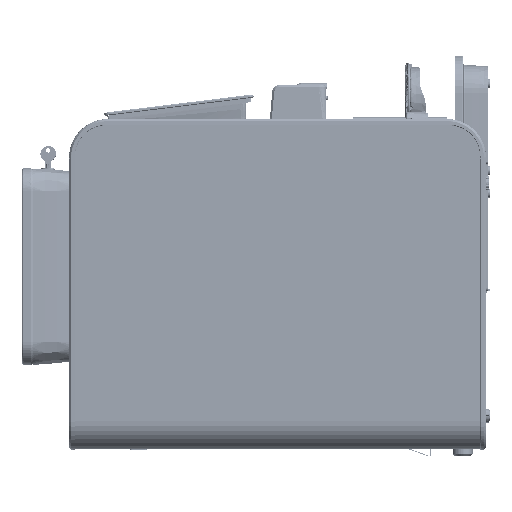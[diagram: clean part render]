
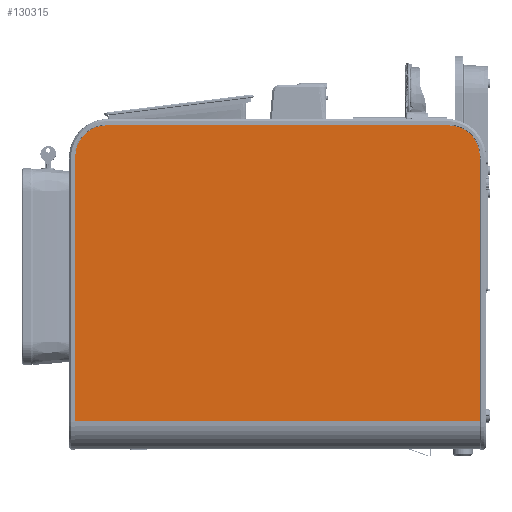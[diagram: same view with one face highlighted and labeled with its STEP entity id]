
A CAD part, left-side view. The second image highlights one B-rep face of the part: STEP entity #130315.
In plain terms, the highlighted planar face has unit normal (-1, 0, 0).
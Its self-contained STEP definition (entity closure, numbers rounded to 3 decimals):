
#16878=CIRCLE('',#138195,40.);
#16882=CIRCLE('',#138204,40.);
#24202=FACE_OUTER_BOUND('',#30240,.T.);
#30240=EDGE_LOOP('',(#103569,#103570,#103571,#103572,#103573,#103574));
#38709=LINE('',#214520,#48738);
#38718=LINE('',#214545,#48747);
#38725=LINE('',#214565,#48754);
#38728=LINE('',#214569,#48757);
#48738=VECTOR('',#156754,10.);
#48747=VECTOR('',#156779,10.);
#48754=VECTOR('',#156800,10.);
#48757=VECTOR('',#156805,10.);
#59987=VERTEX_POINT('',#214517);
#59988=VERTEX_POINT('',#214519);
#59991=VERTEX_POINT('',#214529);
#59992=VERTEX_POINT('',#214530);
#59999=VERTEX_POINT('',#214556);
#60000=VERTEX_POINT('',#214557);
#77806=EDGE_CURVE('',#59987,#59988,#38709,.T.);
#77811=EDGE_CURVE('',#59991,#59992,#16878,.T.);
#77819=EDGE_CURVE('',#59988,#59991,#38718,.T.);
#77825=EDGE_CURVE('',#59999,#60000,#16882,.T.);
#77829=EDGE_CURVE('',#60000,#59987,#38725,.T.);
#77832=EDGE_CURVE('',#59992,#59999,#38728,.T.);
#103569=ORIENTED_EDGE('',*,*,#77825,.F.);
#103570=ORIENTED_EDGE('',*,*,#77832,.F.);
#103571=ORIENTED_EDGE('',*,*,#77811,.F.);
#103572=ORIENTED_EDGE('',*,*,#77819,.F.);
#103573=ORIENTED_EDGE('',*,*,#77806,.F.);
#103574=ORIENTED_EDGE('',*,*,#77829,.F.);
#127207=PLANE('',#138215);
#130315=ADVANCED_FACE('',(#24202),#127207,.F.);
#138195=AXIS2_PLACEMENT_3D('',#214531,#156764,#156765);
#138204=AXIS2_PLACEMENT_3D('',#214558,#156792,#156793);
#138215=AXIS2_PLACEMENT_3D('',#214587,#156824,#156825);
#156754=DIRECTION('',(0.,1.,0.));
#156764=DIRECTION('center_axis',(1.,0.,0.));
#156765=DIRECTION('ref_axis',(0.,0.707,0.707));
#156779=DIRECTION('',(0.,0.,1.));
#156792=DIRECTION('center_axis',(1.,0.,0.));
#156793=DIRECTION('ref_axis',(0.,-0.707,0.707));
#156800=DIRECTION('',(0.,0.,-1.));
#156805=DIRECTION('',(0.,-1.,0.));
#156824=DIRECTION('center_axis',(1.,0.,0.));
#156825=DIRECTION('ref_axis',(0.,1.,0.));
#214517=CARTESIAN_POINT('',(-189.5,0.6,-172.5));
#214519=CARTESIAN_POINT('',(-189.5,520.6,-172.5));
#214520=CARTESIAN_POINT('',(-189.5,260.6,-172.5));
#214529=CARTESIAN_POINT('',(-189.5,520.6,168.1));
#214530=CARTESIAN_POINT('',(-189.5,480.6,208.1));
#214531=CARTESIAN_POINT('Origin',(-189.5,480.6,168.1));
#214545=CARTESIAN_POINT('',(-189.5,520.6,208.1));
#214556=CARTESIAN_POINT('',(-189.5,40.6,208.1));
#214557=CARTESIAN_POINT('',(-189.5,0.6,168.1));
#214558=CARTESIAN_POINT('Origin',(-189.5,40.6,168.1));
#214565=CARTESIAN_POINT('',(-189.5,0.6,-231.508));
#214569=CARTESIAN_POINT('',(-189.5,0.6,208.1));
#214587=CARTESIAN_POINT('Origin',(-189.5,260.6,-15.554));
